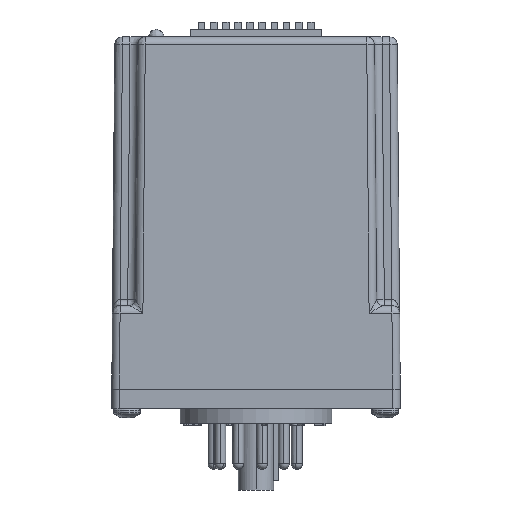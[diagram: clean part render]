
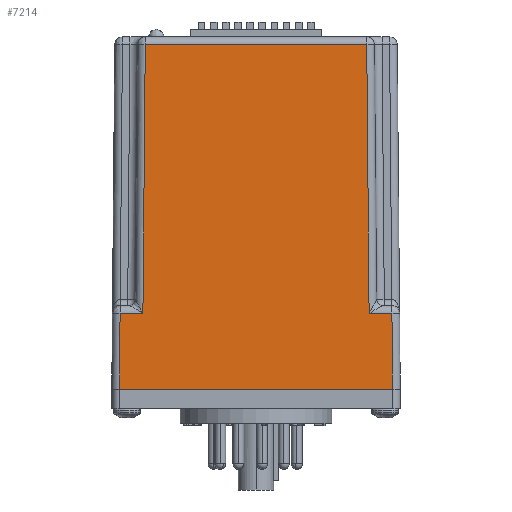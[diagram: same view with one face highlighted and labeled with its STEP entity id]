
A CAD part, left-side view. The second image highlights one B-rep face of the part: STEP entity #7214.
In plain terms, the highlighted planar face has unit normal (-1, 0, 0.009).
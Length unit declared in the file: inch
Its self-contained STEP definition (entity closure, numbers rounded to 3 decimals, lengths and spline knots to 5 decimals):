
#216 = VECTOR ( 'NONE', #250, 39.37008 ) ;
#250 = DIRECTION ( 'NONE',  ( 0., -1., 0. ) ) ;
#276 = VERTEX_POINT ( 'NONE', #9511 ) ;
#595 = CARTESIAN_POINT ( 'NONE',  ( -0.85024, 0.91174, 2.83755 ) ) ;
#621 = DIRECTION ( 'NONE',  ( -0.009, 0.009, -1. ) ) ;
#717 = ORIENTED_EDGE ( 'NONE', *, *, #19480, .T. ) ;
#791 = CARTESIAN_POINT ( 'NONE',  ( -0.86954, 1.11904, 0.62555 ) ) ;
#1266 = VERTEX_POINT ( 'NONE', #2439 ) ;
#1382 = EDGE_CURVE ( 'NONE', #3604, #23479, #13880, .T. ) ;
#2439 = CARTESIAN_POINT ( 'NONE',  ( -0.875, -1.1245, 0. ) ) ;
#3299 = CARTESIAN_POINT ( 'NONE',  ( -0.86954, -0.93104, 0.62555 ) ) ;
#3604 = VERTEX_POINT ( 'NONE', #595 ) ;
#4363 = EDGE_CURVE ( 'NONE', #1266, #18318, #27327, .T. ) ;
#4872 = ORIENTED_EDGE ( 'NONE', *, *, #17800, .T. ) ;
#5189 = LINE ( 'NONE', #16354, #15982 ) ;
#6189 = CARTESIAN_POINT ( 'NONE',  ( -0.86954, -1.11904, 0.62555 ) ) ;
#6515 = LINE ( 'NONE', #10881, #20903 ) ;
#6843 = VERTEX_POINT ( 'NONE', #15386 ) ;
#7156 = DIRECTION ( 'NONE',  ( 0., 1., 0. ) ) ;
#7214 = ADVANCED_FACE ( 'NONE', ( #11585 ), #11432, .T. ) ;
#8150 = VERTEX_POINT ( 'NONE', #28909 ) ;
#8324 = CARTESIAN_POINT ( 'NONE',  ( -0.86954, -1.1875, 0.62555 ) ) ;
#8781 = DIRECTION ( 'NONE',  ( 0., 1., 0. ) ) ;
#9511 = CARTESIAN_POINT ( 'NONE',  ( -0.85024, -0.91174, 2.83755 ) ) ;
#10881 = CARTESIAN_POINT ( 'NONE',  ( -0.85024, -1.1875, 2.83755 ) ) ;
#10930 = ORIENTED_EDGE ( 'NONE', *, *, #10987, .T. ) ;
#10982 = VECTOR ( 'NONE', #27482, 39.37008 ) ;
#10987 = EDGE_CURVE ( 'NONE', #23479, #19106, #18811, .T. ) ;
#11432 = PLANE ( 'NONE',  #24078 ) ;
#11585 = FACE_OUTER_BOUND ( 'NONE', #13993, .T. ) ;
#12059 = CARTESIAN_POINT ( 'NONE',  ( -0.86954, 1.11904, 0.62555 ) ) ;
#12798 = CARTESIAN_POINT ( 'NONE',  ( -0.86954, 0.93104, 0.62555 ) ) ;
#13107 = ORIENTED_EDGE ( 'NONE', *, *, #13150, .T. ) ;
#13150 = EDGE_CURVE ( 'NONE', #8150, #1266, #16060, .T. ) ;
#13481 = CARTESIAN_POINT ( 'NONE',  ( -0.875, -1.1245, 0. ) ) ;
#13880 = LINE ( 'NONE', #14034, #18254 ) ;
#13993 = EDGE_LOOP ( 'NONE', ( #27039, #14330, #19170, #10930, #717, #13107, #14907, #4872 ) ) ;
#14034 = CARTESIAN_POINT ( 'NONE',  ( -0.85024, 0.91174, 2.83755 ) ) ;
#14288 = DIRECTION ( 'NONE',  ( 0.009, 0., 1. ) ) ;
#14330 = ORIENTED_EDGE ( 'NONE', *, *, #26390, .T. ) ;
#14907 = ORIENTED_EDGE ( 'NONE', *, *, #4363, .T. ) ;
#14950 = DIRECTION ( 'NONE',  ( 0., 1., 0. ) ) ;
#15386 = CARTESIAN_POINT ( 'NONE',  ( -0.86954, -0.93104, 0.62555 ) ) ;
#15982 = VECTOR ( 'NONE', #7156, 39.37008 ) ;
#16060 = LINE ( 'NONE', #29766, #216 ) ;
#16354 = CARTESIAN_POINT ( 'NONE',  ( -0.86954, -1.1875, 0.62555 ) ) ;
#17456 = DIRECTION ( 'NONE',  ( 0.009, 0.009, 1. ) ) ;
#17800 = EDGE_CURVE ( 'NONE', #18318, #6843, #5189, .T. ) ;
#18254 = VECTOR ( 'NONE', #23074, 39.37008 ) ;
#18318 = VERTEX_POINT ( 'NONE', #6189 ) ;
#18811 = LINE ( 'NONE', #8324, #26629 ) ;
#19106 = VERTEX_POINT ( 'NONE', #791 ) ;
#19170 = ORIENTED_EDGE ( 'NONE', *, *, #1382, .T. ) ;
#19480 = EDGE_CURVE ( 'NONE', #19106, #8150, #23509, .T. ) ;
#19576 = EDGE_CURVE ( 'NONE', #6843, #276, #26191, .T. ) ;
#20903 = VECTOR ( 'NONE', #8781, 39.37008 ) ;
#22884 = CARTESIAN_POINT ( 'NONE',  ( -0.875, -1.1875, 0. ) ) ;
#23074 = DIRECTION ( 'NONE',  ( -0.009, 0.009, -1. ) ) ;
#23318 = VECTOR ( 'NONE', #621, 39.37008 ) ;
#23479 = VERTEX_POINT ( 'NONE', #12798 ) ;
#23509 = LINE ( 'NONE', #12059, #23318 ) ;
#24078 = AXIS2_PLACEMENT_3D ( 'NONE', #22884, #27696, #14288 ) ;
#25726 = VECTOR ( 'NONE', #17456, 39.37008 ) ;
#26191 = LINE ( 'NONE', #3299, #25726 ) ;
#26390 = EDGE_CURVE ( 'NONE', #276, #3604, #6515, .T. ) ;
#26629 = VECTOR ( 'NONE', #14950, 39.37008 ) ;
#27039 = ORIENTED_EDGE ( 'NONE', *, *, #19576, .T. ) ;
#27327 = LINE ( 'NONE', #13481, #10982 ) ;
#27482 = DIRECTION ( 'NONE',  ( 0.009, 0.009, 1. ) ) ;
#27696 = DIRECTION ( 'NONE',  ( -1., 0., 0.009 ) ) ;
#28909 = CARTESIAN_POINT ( 'NONE',  ( -0.875, 1.1245, 0. ) ) ;
#29766 = CARTESIAN_POINT ( 'NONE',  ( -0.875, -1.1875, 0. ) ) ;
